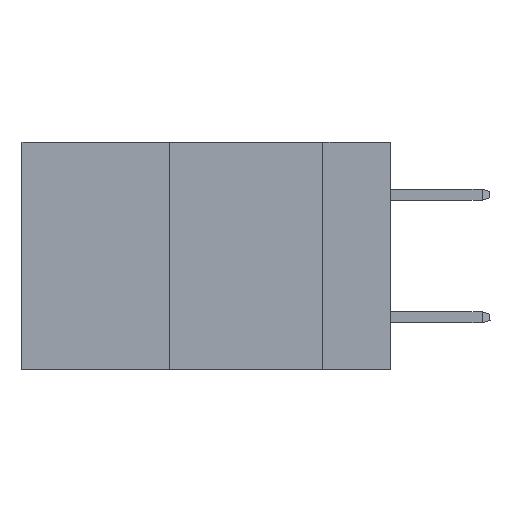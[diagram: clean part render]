
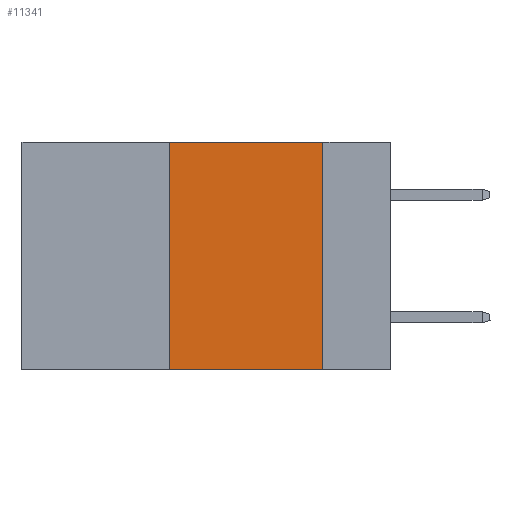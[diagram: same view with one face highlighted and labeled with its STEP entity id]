
A CAD part, left-side view. The second image highlights one B-rep face of the part: STEP entity #11341.
In plain terms, the highlighted planar face has unit normal (-1, 0, 0).
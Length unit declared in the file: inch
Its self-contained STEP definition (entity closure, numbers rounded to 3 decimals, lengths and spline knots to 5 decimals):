
#420 = CARTESIAN_POINT ( 'NONE',  ( 0., 0.36, -0.37 ) ) ;
#2412 = FACE_OUTER_BOUND ( 'NONE', #9824, .T. ) ;
#2793 = CARTESIAN_POINT ( 'NONE',  ( 0., 0.11, 0. ) ) ;
#3610 = EDGE_CURVE ( 'NONE', #14997, #7995, #23870, .T. ) ;
#3660 = ORIENTED_EDGE ( 'NONE', *, *, #15962, .F. ) ;
#5964 = DIRECTION ( 'NONE',  ( 0., 0., 1. ) ) ;
#6207 = DIRECTION ( 'NONE',  ( 0., -1., 0. ) ) ;
#6722 = ORIENTED_EDGE ( 'NONE', *, *, #3610, .F. ) ;
#6779 = CARTESIAN_POINT ( 'NONE',  ( 0., 0.6, 0. ) ) ;
#7087 = EDGE_CURVE ( 'NONE', #19691, #7995, #11622, .T. ) ;
#7455 = ORIENTED_EDGE ( 'NONE', *, *, #7087, .T. ) ;
#7995 = VERTEX_POINT ( 'NONE', #11390 ) ;
#8586 = VECTOR ( 'NONE', #15981, 39.37008 ) ;
#8885 = PLANE ( 'NONE',  #26612 ) ;
#9549 = VERTEX_POINT ( 'NONE', #27700 ) ;
#9824 = EDGE_LOOP ( 'NONE', ( #6722, #3660, #18924, #7455 ) ) ;
#11341 = ADVANCED_FACE ( 'NONE', ( #2412 ), #8885, .F. ) ;
#11390 = CARTESIAN_POINT ( 'NONE',  ( 0., 0.11, -0.37 ) ) ;
#11622 = LINE ( 'NONE', #26656, #8586 ) ;
#12263 = LINE ( 'NONE', #16616, #12819 ) ;
#12819 = VECTOR ( 'NONE', #5964, 39.37008 ) ;
#14272 = EDGE_CURVE ( 'NONE', #19691, #9549, #12263, .T. ) ;
#14997 = VERTEX_POINT ( 'NONE', #18513 ) ;
#15962 = EDGE_CURVE ( 'NONE', #9549, #14997, #16854, .T. ) ;
#15981 = DIRECTION ( 'NONE',  ( 0., -1., 0. ) ) ;
#16616 = CARTESIAN_POINT ( 'NONE',  ( 0., 0.36, 0. ) ) ;
#16854 = LINE ( 'NONE', #26978, #16906 ) ;
#16906 = VECTOR ( 'NONE', #6207, 39.37008 ) ;
#18513 = CARTESIAN_POINT ( 'NONE',  ( 0., 0.11, 0. ) ) ;
#18924 = ORIENTED_EDGE ( 'NONE', *, *, #14272, .F. ) ;
#19691 = VERTEX_POINT ( 'NONE', #420 ) ;
#21754 = DIRECTION ( 'NONE',  ( 0., 0., -1. ) ) ;
#21797 = DIRECTION ( 'NONE',  ( 0., 0., -1. ) ) ;
#22068 = DIRECTION ( 'NONE',  ( 1., 0., 0. ) ) ;
#23870 = LINE ( 'NONE', #2793, #25502 ) ;
#25502 = VECTOR ( 'NONE', #21754, 39.37008 ) ;
#26612 = AXIS2_PLACEMENT_3D ( 'NONE', #6779, #22068, #21797 ) ;
#26656 = CARTESIAN_POINT ( 'NONE',  ( 0., 0.6, -0.37 ) ) ;
#26978 = CARTESIAN_POINT ( 'NONE',  ( 0., 0.6, 0. ) ) ;
#27700 = CARTESIAN_POINT ( 'NONE',  ( 0., 0.36, 0. ) ) ;
